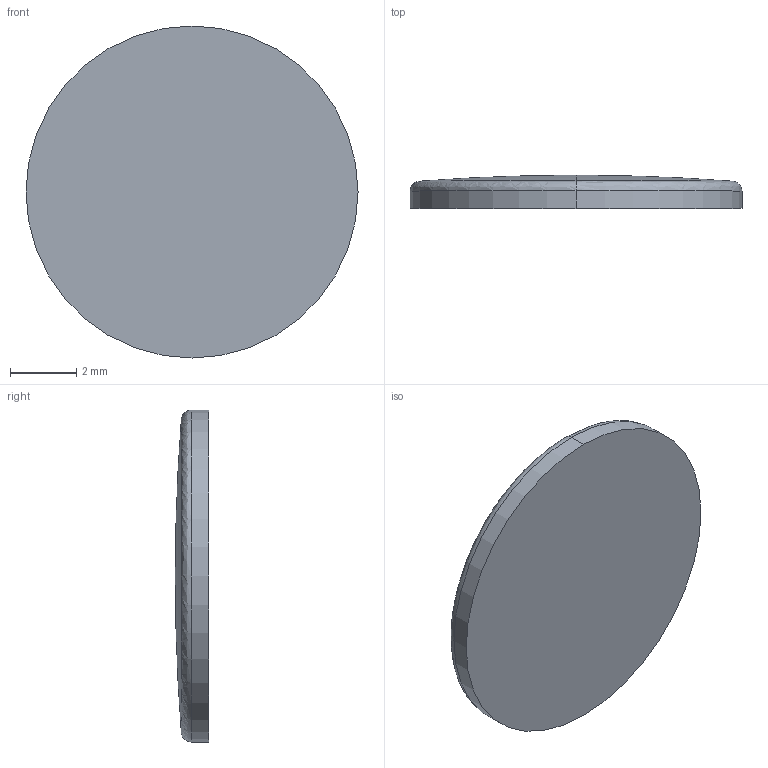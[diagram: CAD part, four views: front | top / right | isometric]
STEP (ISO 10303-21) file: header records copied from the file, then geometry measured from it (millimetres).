
FILE_DESCRIPTION (( 'STEP AP214' ), '1' );
FILE_NAME ('6221607', '2019-02-04T09:02:57', ( '' ), ('JUGARD+KÜNSTNER GmbH'), 'SwSTEP 2.0', 'SolidWorks 2017', '' );
FILE_SCHEMA (( 'AUTOMOTIVE_DESIGN' ));
Length unit declared in the file: millimetre
Products named in the file (1): 6221607_CNAJF00
Bounding box: 10 x 1 x 10 mm (x, y, z)
Volume: 70.3 mm3; surface area: 178.9 mm2
Topology: 1 solids, 1 shells, 7 faces, 14 edges, 7 vertices
Faces by surface type: bspline 2, cylinder 2, torus 2, plane 1
Entity records: 252 total; most frequent: CARTESIAN_POINT 81, DIRECTION 34, ORIENTED_EDGE 24, AXIS2_PLACEMENT_3D 16, EDGE_CURVE 12, CIRCLE 10, VERTEX_POINT 7, EDGE_LOOP 7
